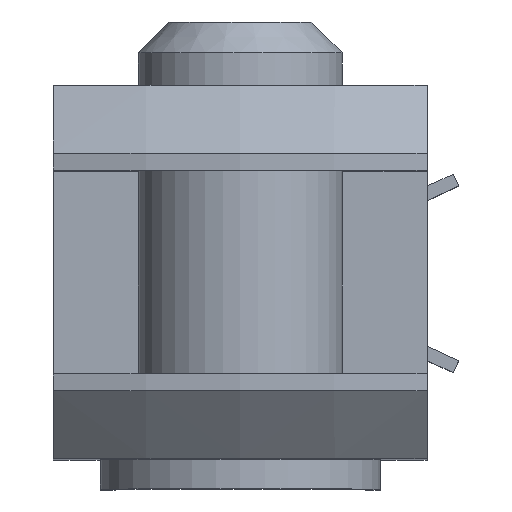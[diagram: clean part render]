
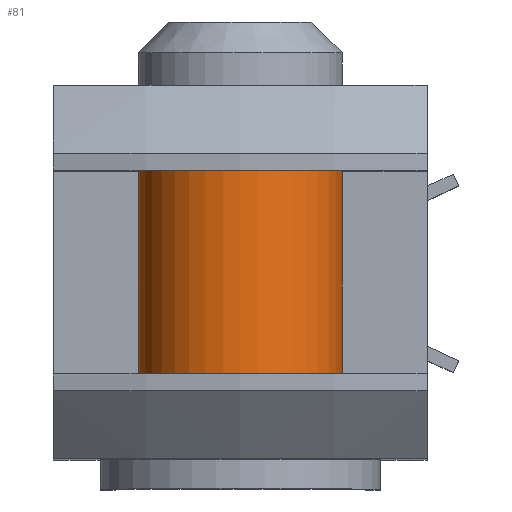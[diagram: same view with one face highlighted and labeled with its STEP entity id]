
A CAD part, top view. The second image highlights one B-rep face of the part: STEP entity #81.
In plain terms, the highlighted cylindrical face has radius 15 mm (diameter 30 mm), a partial arc.
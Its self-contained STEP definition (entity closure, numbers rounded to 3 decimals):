
#81=ADVANCED_FACE('',(#147),#148,.T.);
#147=FACE_OUTER_BOUND('',#272,.T.);
#148=CYLINDRICAL_SURFACE('',#273,15.0);
#272=EDGE_LOOP('',(#439,#440,#441,#442));
#273=AXIS2_PLACEMENT_3D('',#443,#444,#445);
#439=ORIENTED_EDGE('',*,*,#917,.F.);
#440=ORIENTED_EDGE('',*,*,#918,.F.);
#441=ORIENTED_EDGE('',*,*,#919,.F.);
#442=ORIENTED_EDGE('',*,*,#920,.F.);
#443=CARTESIAN_POINT('',(0.,0.225,110.0));
#444=DIRECTION('',(0.,1.0,0.0));
#445=DIRECTION('',(-1.0,0.,0.0));
#917=EDGE_CURVE('',#1108,#1109,#1110,.T.);
#918=EDGE_CURVE('',#1111,#1108,#1112,.T.);
#919=EDGE_CURVE('',#1113,#1111,#1114,.T.);
#920=EDGE_CURVE('',#1109,#1113,#1115,.T.);
#1108=VERTEX_POINT('',#1386);
#1109=VERTEX_POINT('',#1387);
#1110=LINE('',#1388,#1389);
#1111=VERTEX_POINT('',#1390);
#1112=CIRCLE('',#1391,15.0);
#1113=VERTEX_POINT('',#1392);
#1114=LINE('',#1393,#1394);
#1115=CIRCLE('',#1395,15.0);
#1386=CARTESIAN_POINT('',(-15.0,-15.0,110.0));
#1387=CARTESIAN_POINT('',(-15.0,15.0,110.0));
#1388=CARTESIAN_POINT('',(-15.0,0.225,110.0));
#1389=VECTOR('',#1784,1.0);
#1390=CARTESIAN_POINT('',(15.0,-15.0,110.0));
#1391=AXIS2_PLACEMENT_3D('',#1785,#1786,#1787);
#1392=CARTESIAN_POINT('',(15.0,15.0,110.0));
#1393=CARTESIAN_POINT('',(15.0,0.225,110.0));
#1394=VECTOR('',#1788,1.0);
#1395=AXIS2_PLACEMENT_3D('',#1789,#1790,#1791);
#1784=DIRECTION('',(0.,1.0,0.0));
#1785=CARTESIAN_POINT('',(0.,-15.0,110.0));
#1786=DIRECTION('',(0.,-1.0,0.0));
#1787=DIRECTION('',(-1.0,0.,0.0));
#1788=DIRECTION('',(0.,-1.0,-0.0));
#1789=CARTESIAN_POINT('',(0.,15.0,110.0));
#1790=DIRECTION('',(0.,1.0,0.0));
#1791=DIRECTION('',(-1.0,0.,0.0));
